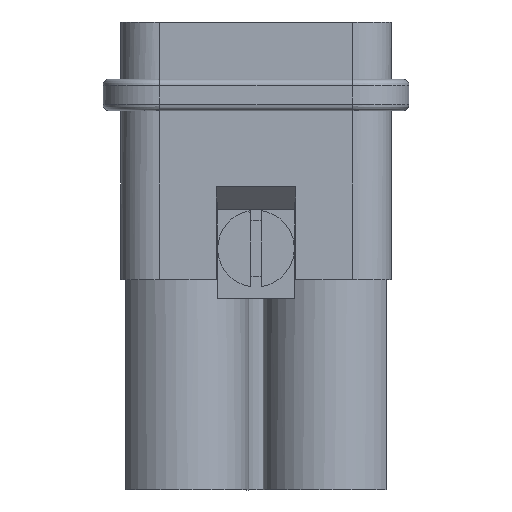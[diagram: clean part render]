
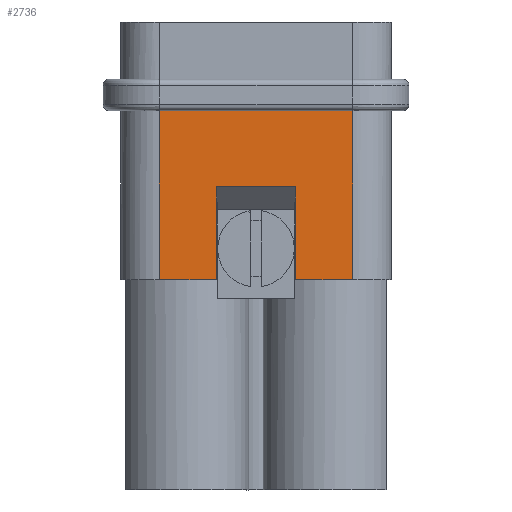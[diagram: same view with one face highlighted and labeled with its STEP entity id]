
A CAD part, left-side view. The second image highlights one B-rep face of the part: STEP entity #2736.
In plain terms, the highlighted planar face has unit normal (-1, 0, 0).
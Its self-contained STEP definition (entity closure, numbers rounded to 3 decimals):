
#2409=FACE_OUTER_BOUND('',#3460,.T.);
#2736=ADVANCED_FACE('',(#2409),#3070,.T.);
#3070=PLANE('',#9565);
#3460=EDGE_LOOP('',(#4090,#4091,#4092,#4093,#4094,#4095,#4096,#4097,#4098,
#4099));
#4090=ORIENTED_EDGE('',*,*,#6424,.T.);
#4091=ORIENTED_EDGE('',*,*,#6426,.T.);
#4092=ORIENTED_EDGE('',*,*,#6427,.T.);
#4093=ORIENTED_EDGE('',*,*,#6428,.T.);
#4094=ORIENTED_EDGE('',*,*,#6402,.F.);
#4095=ORIENTED_EDGE('',*,*,#6429,.T.);
#4096=ORIENTED_EDGE('',*,*,#6430,.T.);
#4097=ORIENTED_EDGE('',*,*,#6431,.T.);
#4098=ORIENTED_EDGE('',*,*,#6432,.T.);
#4099=ORIENTED_EDGE('',*,*,#6433,.T.);
#5788=VERTEX_POINT('',#12455);
#5789=VERTEX_POINT('',#12456);
#5804=VERTEX_POINT('',#12608);
#5805=VERTEX_POINT('',#12610);
#5806=VERTEX_POINT('',#12617);
#5807=VERTEX_POINT('',#12619);
#5808=VERTEX_POINT('',#12625);
#5809=VERTEX_POINT('',#12627);
#5810=VERTEX_POINT('',#12629);
#5811=VERTEX_POINT('',#12631);
#6402=EDGE_CURVE('',#5788,#5789,#7773,.T.);
#6424=EDGE_CURVE('',#5805,#5804,#7782,.T.);
#6426=EDGE_CURVE('',#5804,#5806,#7143,.T.);
#6427=EDGE_CURVE('',#5806,#5807,#7783,.T.);
#6428=EDGE_CURVE('',#5807,#5789,#7144,.T.);
#6429=EDGE_CURVE('',#5788,#5808,#7784,.T.);
#6430=EDGE_CURVE('',#5808,#5809,#7785,.T.);
#6431=EDGE_CURVE('',#5809,#5810,#7786,.T.);
#6432=EDGE_CURVE('',#5810,#5811,#7787,.T.);
#6433=EDGE_CURVE('',#5811,#5805,#7788,.T.);
#7143=B_SPLINE_CURVE_WITH_KNOTS('',3,(#12613,#12614,#12615,#12616),
 .UNSPECIFIED.,.F.,.F.,(4,4),(0.,1.),.UNSPECIFIED.);
#7144=B_SPLINE_CURVE_WITH_KNOTS('',3,(#12620,#12621,#12622,#12623),
 .UNSPECIFIED.,.F.,.F.,(4,4),(0.,1.),.UNSPECIFIED.);
#7773=LINE('',#12454,#8425);
#7782=LINE('',#12609,#8434);
#7783=LINE('',#12618,#8435);
#7784=LINE('',#12624,#8436);
#7785=LINE('',#12626,#8437);
#7786=LINE('',#12628,#8438);
#7787=LINE('',#12630,#8439);
#7788=LINE('',#12632,#8440);
#8425=VECTOR('',#10300,1.);
#8434=VECTOR('',#10327,1.);
#8435=VECTOR('',#10332,1.);
#8436=VECTOR('',#10333,1.);
#8437=VECTOR('',#10334,1.);
#8438=VECTOR('',#10335,1.);
#8439=VECTOR('',#10336,1.);
#8440=VECTOR('',#10337,1.);
#9565=AXIS2_PLACEMENT_3D('',#12633,#10338,#10339);
#10300=DIRECTION('',(0.,0.,1.));
#10327=DIRECTION('',(0.,0.,1.));
#10332=DIRECTION('',(0.,1.,0.));
#10333=DIRECTION('',(0.,-1.,0.));
#10334=DIRECTION('',(0.,0.,1.));
#10335=DIRECTION('',(0.,-1.,0.));
#10336=DIRECTION('',(0.,0.,-1.));
#10337=DIRECTION('',(0.,-1.,0.));
#10338=DIRECTION('',(-1.,0.,0.));
#10339=DIRECTION('',(0.,-1.,0.));
#12454=CARTESIAN_POINT('',(-10.475,7.475,-2.4));
#12455=CARTESIAN_POINT('',(-10.475,7.475,-2.4));
#12456=CARTESIAN_POINT('',(-10.475,7.475,10.69));
#12608=CARTESIAN_POINT('',(-10.475,-7.475,10.69));
#12609=CARTESIAN_POINT('',(-10.475,-7.475,-2.4));
#12610=CARTESIAN_POINT('',(-10.475,-7.475,-2.4));
#12613=CARTESIAN_POINT('',(-10.475,-7.475,10.69));
#12614=CARTESIAN_POINT('',(-10.475,-7.467,10.69));
#12615=CARTESIAN_POINT('',(-10.475,-7.458,10.69));
#12616=CARTESIAN_POINT('',(-10.475,-7.45,10.69));
#12617=CARTESIAN_POINT('',(-10.475,-7.45,10.69));
#12618=CARTESIAN_POINT('',(-10.475,0.,10.69));
#12619=CARTESIAN_POINT('',(-10.475,7.45,10.69));
#12620=CARTESIAN_POINT('',(-10.475,7.45,10.69));
#12621=CARTESIAN_POINT('',(-10.475,7.458,10.69));
#12622=CARTESIAN_POINT('',(-10.475,7.467,10.69));
#12623=CARTESIAN_POINT('',(-10.475,7.475,10.69));
#12624=CARTESIAN_POINT('',(-10.475,7.475,-2.4));
#12625=CARTESIAN_POINT('',(-10.475,3.062,-2.4));
#12626=CARTESIAN_POINT('',(-10.475,3.062,-2.4));
#12627=CARTESIAN_POINT('',(-10.475,3.062,4.775));
#12628=CARTESIAN_POINT('',(-10.475,3.062,4.775));
#12629=CARTESIAN_POINT('',(-10.475,-3.062,4.775));
#12630=CARTESIAN_POINT('',(-10.475,-3.062,4.775));
#12631=CARTESIAN_POINT('',(-10.475,-3.062,-2.4));
#12632=CARTESIAN_POINT('',(-10.475,-3.062,-2.4));
#12633=CARTESIAN_POINT('',(-10.475,7.575,-2.4));
